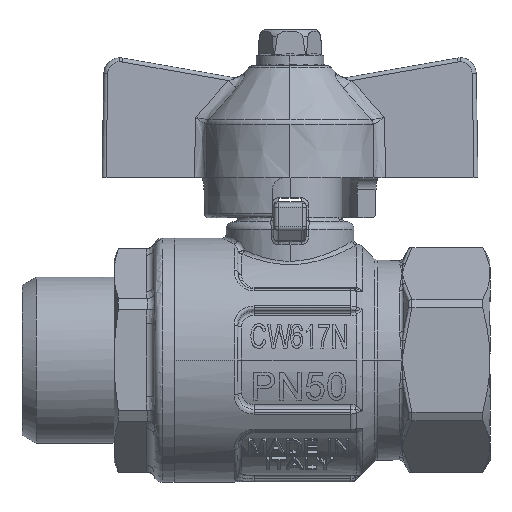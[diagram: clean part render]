
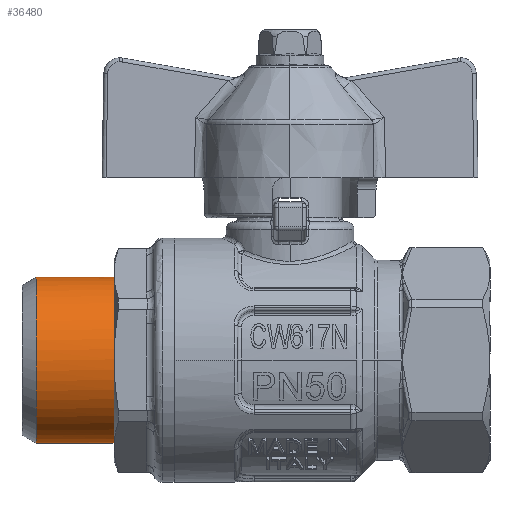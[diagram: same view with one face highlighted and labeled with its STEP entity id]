
A CAD part, top view. The second image highlights one B-rep face of the part: STEP entity #36480.
In plain terms, the highlighted cylindrical face has radius 10.4 mm (diameter 20.8 mm), a partial arc.
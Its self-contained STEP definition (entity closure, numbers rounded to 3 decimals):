
#270 = B_SPLINE_CURVE_WITH_KNOTS ( 'NONE', 3,
 ( #37325, #14765, #31997, #21522, #40540, #21384, #2218, #37186, #18270, #24583, #34238, #24710, #5541, #35061, #27956, #8751, #31175, #11985 ),
 .UNSPECIFIED., .F., .F.,
 ( 4, 2, 2, 2, 2, 2, 2, 2, 4 ),
 ( 0., 0.125, 0.25, 0.375, 0.5, 0.625, 0.75, 0.875, 1. ),
 .UNSPECIFIED. ) ;
#1495 = B_SPLINE_CURVE_WITH_KNOTS ( 'NONE', 3,
 ( #8408, #11644, #24240, #8269 ),
 .UNSPECIFIED., .F., .F.,
 ( 4, 4 ),
 ( 0., 1. ),
 .UNSPECIFIED. ) ;
#2218 = CARTESIAN_POINT ( 'NONE',  ( -31.7, 5.238, 9.087 ) ) ;
#2238 = VERTEX_POINT ( 'NONE', #14408 ) ;
#2553 = B_SPLINE_CURVE_WITH_KNOTS ( 'NONE', 3,
 ( #32172, #35548, #16333, #38762 ),
 .UNSPECIFIED., .F., .F.,
 ( 4, 4 ),
 ( 0., 1. ),
 .UNSPECIFIED. ) ;
#2617 = CARTESIAN_POINT ( 'NONE',  ( -31.7, -10.4, 0. ) ) ;
#4645 = CARTESIAN_POINT ( 'NONE',  ( -22., 10.4, 0. ) ) ;
#4773 = CARTESIAN_POINT ( 'NONE',  ( -22., 6.391, 8.317 ) ) ;
#5541 = CARTESIAN_POINT ( 'NONE',  ( -31.7, -6.391, 8.317 ) ) ;
#7443 = CARTESIAN_POINT ( 'NONE',  ( -22., -10.129, 2.722 ) ) ;
#7719 = CARTESIAN_POINT ( 'NONE',  ( -22., -10.4, 1.361 ) ) ;
#7951 = EDGE_CURVE ( 'NONE', #2238, #38978, #2553, .T. ) ;
#7984 = CARTESIAN_POINT ( 'NONE',  ( -22., 8.317, 6.391 ) ) ;
#8269 = CARTESIAN_POINT ( 'NONE',  ( -31.7, -10.4, 0. ) ) ;
#8408 = CARTESIAN_POINT ( 'NONE',  ( -22., -10.4, 0. ) ) ;
#8634 = DIRECTION ( 'NONE',  ( -1., 0., 0. ) ) ;
#8751 = CARTESIAN_POINT ( 'NONE',  ( -31.7, -10.129, 2.722 ) ) ;
#11083 = CARTESIAN_POINT ( 'NONE',  ( -22., -10.4, 0. ) ) ;
#11211 = CARTESIAN_POINT ( 'NONE',  ( -22., -5.238, 9.087 ) ) ;
#11339 = ORIENTED_EDGE ( 'NONE', *, *, #27396, .T. ) ;
#11644 = CARTESIAN_POINT ( 'NONE',  ( -25.233, -10.4, 0. ) ) ;
#11985 = CARTESIAN_POINT ( 'NONE',  ( -31.7, -10.4, 0. ) ) ;
#12035 = CYLINDRICAL_SURFACE ( 'NONE', #24190, 10.4 ) ;
#13846 = CARTESIAN_POINT ( 'NONE',  ( -22., 1.361, 10.4 ) ) ;
#14408 = CARTESIAN_POINT ( 'NONE',  ( -31.7, 10.4, 0. ) ) ;
#14765 = CARTESIAN_POINT ( 'NONE',  ( -31.7, 10.4, 1.361 ) ) ;
#14930 = CARTESIAN_POINT ( 'NONE',  ( -43.654, 0., 0. ) ) ;
#15369 = CARTESIAN_POINT ( 'NONE',  ( -22., -10.4, 0. ) ) ;
#16333 = CARTESIAN_POINT ( 'NONE',  ( -25.233, 10.4, 0. ) ) ;
#17127 = EDGE_CURVE ( 'NONE', #2238, #34964, #270, .T. ) ;
#17632 = CARTESIAN_POINT ( 'NONE',  ( -22., -2.722, 10.129 ) ) ;
#18270 = CARTESIAN_POINT ( 'NONE',  ( -31.7, 1.361, 10.4 ) ) ;
#20610 = CARTESIAN_POINT ( 'NONE',  ( -22., 10.129, 2.722 ) ) ;
#20734 = CARTESIAN_POINT ( 'NONE',  ( -22., 2.722, 10.129 ) ) ;
#20786 = B_SPLINE_CURVE_WITH_KNOTS ( 'NONE', 3,
 ( #11083, #7719, #7443, #27176, #33337, #36413, #11211, #17632, #20875, #13846, #20734, #33061, #4773, #7984, #39914, #20610, #30418, #4645 ),
 .UNSPECIFIED., .F., .F.,
 ( 4, 2, 2, 2, 2, 2, 2, 2, 4 ),
 ( 0., 0.125, 0.25, 0.375, 0.5, 0.625, 0.75, 0.875, 1. ),
 .UNSPECIFIED. ) ;
#20875 = CARTESIAN_POINT ( 'NONE',  ( -22., -1.361, 10.4 ) ) ;
#21384 = CARTESIAN_POINT ( 'NONE',  ( -31.7, 6.391, 8.317 ) ) ;
#21522 = CARTESIAN_POINT ( 'NONE',  ( -31.7, 9.087, 5.238 ) ) ;
#24190 = AXIS2_PLACEMENT_3D ( 'NONE', #14930, #8634, #31594 ) ;
#24240 = CARTESIAN_POINT ( 'NONE',  ( -28.467, -10.4, 0. ) ) ;
#24583 = CARTESIAN_POINT ( 'NONE',  ( -31.7, -1.361, 10.4 ) ) ;
#24710 = CARTESIAN_POINT ( 'NONE',  ( -31.7, -5.238, 9.087 ) ) ;
#26605 = VERTEX_POINT ( 'NONE', #15369 ) ;
#26933 = EDGE_LOOP ( 'NONE', ( #34856, #40045, #39422, #11339 ) ) ;
#27176 = CARTESIAN_POINT ( 'NONE',  ( -22., -9.087, 5.238 ) ) ;
#27396 = EDGE_CURVE ( 'NONE', #26605, #38978, #20786, .T. ) ;
#27956 = CARTESIAN_POINT ( 'NONE',  ( -31.7, -9.087, 5.238 ) ) ;
#29209 = CARTESIAN_POINT ( 'NONE',  ( -22., 10.4, 0. ) ) ;
#30418 = CARTESIAN_POINT ( 'NONE',  ( -22., 10.4, 1.361 ) ) ;
#31022 = EDGE_CURVE ( 'NONE', #26605, #34964, #1495, .T. ) ;
#31175 = CARTESIAN_POINT ( 'NONE',  ( -31.7, -10.4, 1.361 ) ) ;
#31594 = DIRECTION ( 'NONE',  ( 0., 1., 0. ) ) ;
#31997 = CARTESIAN_POINT ( 'NONE',  ( -31.7, 10.129, 2.722 ) ) ;
#32172 = CARTESIAN_POINT ( 'NONE',  ( -31.7, 10.4, 0. ) ) ;
#32553 = FACE_OUTER_BOUND ( 'NONE', #26933, .T. ) ;
#33061 = CARTESIAN_POINT ( 'NONE',  ( -22., 5.238, 9.087 ) ) ;
#33337 = CARTESIAN_POINT ( 'NONE',  ( -22., -8.317, 6.391 ) ) ;
#34238 = CARTESIAN_POINT ( 'NONE',  ( -31.7, -2.722, 10.129 ) ) ;
#34856 = ORIENTED_EDGE ( 'NONE', *, *, #7951, .F. ) ;
#34964 = VERTEX_POINT ( 'NONE', #2617 ) ;
#35061 = CARTESIAN_POINT ( 'NONE',  ( -31.7, -8.317, 6.391 ) ) ;
#35548 = CARTESIAN_POINT ( 'NONE',  ( -28.467, 10.4, 0. ) ) ;
#36413 = CARTESIAN_POINT ( 'NONE',  ( -22., -6.391, 8.317 ) ) ;
#36480 = ADVANCED_FACE ( 'NONE', ( #32553 ), #12035, .T. ) ;
#37186 = CARTESIAN_POINT ( 'NONE',  ( -31.7, 2.722, 10.129 ) ) ;
#37325 = CARTESIAN_POINT ( 'NONE',  ( -31.7, 10.4, 0. ) ) ;
#38762 = CARTESIAN_POINT ( 'NONE',  ( -22., 10.4, 0. ) ) ;
#38978 = VERTEX_POINT ( 'NONE', #29209 ) ;
#39422 = ORIENTED_EDGE ( 'NONE', *, *, #31022, .F. ) ;
#39914 = CARTESIAN_POINT ( 'NONE',  ( -22., 9.087, 5.238 ) ) ;
#40045 = ORIENTED_EDGE ( 'NONE', *, *, #17127, .T. ) ;
#40540 = CARTESIAN_POINT ( 'NONE',  ( -31.7, 8.317, 6.391 ) ) ;
